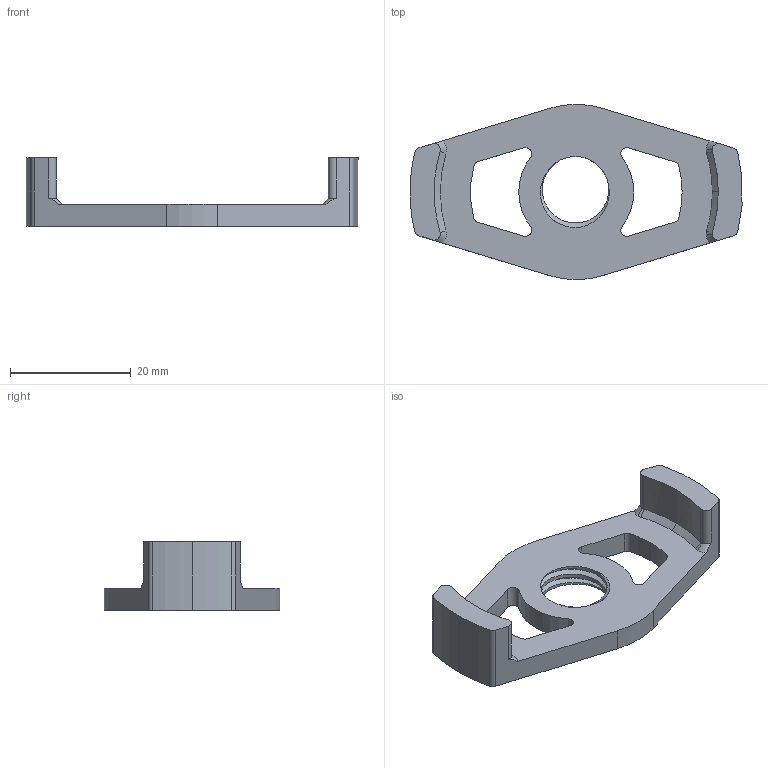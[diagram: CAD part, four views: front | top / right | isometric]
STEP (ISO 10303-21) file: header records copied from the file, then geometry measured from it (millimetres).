
FILE_DESCRIPTION (( 'STEP AP203' ), '1' );
FILE_NAME ('lock nut.STEP', '2018-03-13T17:37:23', ( '' ), ( '' ), 'SwSTEP 2.0', 'SolidWorks 2017', '' );
FILE_SCHEMA (( 'CONFIG_CONTROL_DESIGN' ));
Length unit declared in the file: millimetre
Products named in the file (1): lock nut
Bounding box: 54.91 x 29 x 11.39 mm (x, y, z)
Volume: 4184.6 mm3; surface area: 3353 mm2
Topology: 1 solids, 1 shells, 65 faces, 183 edges, 120 vertices
Faces by surface type: cylinder 40, plane 13, cone 9, bspline 3
Entity records: 3183 total; most frequent: CARTESIAN_POINT 1403, DIRECTION 368, ORIENTED_EDGE 366, EDGE_CURVE 183, AXIS2_PLACEMENT_3D 146, VERTEX_POINT 120, CIRCLE 83, VECTOR 76
